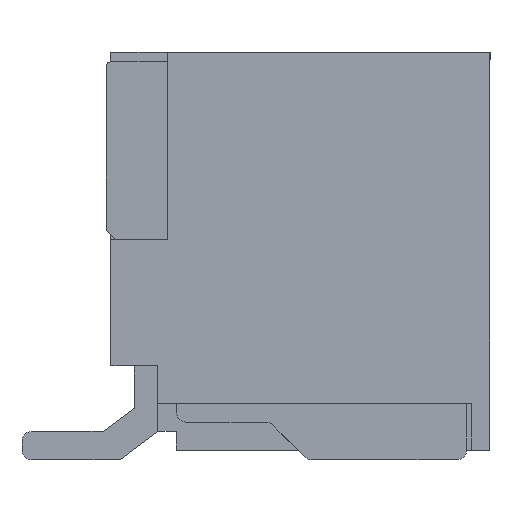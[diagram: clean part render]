
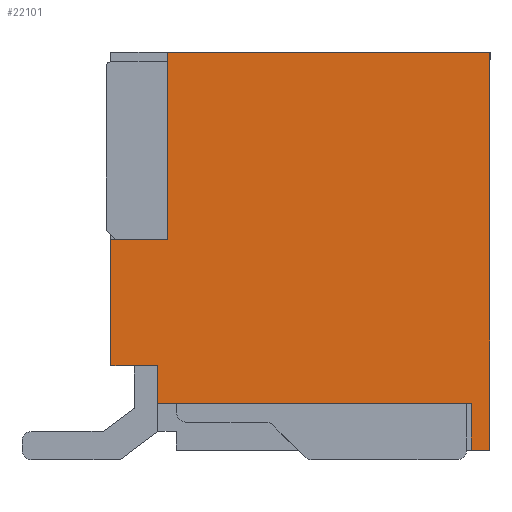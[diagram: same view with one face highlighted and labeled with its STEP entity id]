
A CAD part, left-side view. The second image highlights one B-rep face of the part: STEP entity #22101.
In plain terms, the highlighted planar face has unit normal (-1, 0, 0).
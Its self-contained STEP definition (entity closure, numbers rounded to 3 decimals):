
#17 = ORIENTED_EDGE ( 'NONE', *, *, #15796, .T. ) ;
#517 = CARTESIAN_POINT ( 'NONE',  ( -4.125, -3.85, -1.625 ) ) ;
#880 = DIRECTION ( 'NONE',  ( 0., -1., 0. ) ) ;
#1366 = VECTOR ( 'NONE', #2982, 1000. ) ;
#1510 = CARTESIAN_POINT ( 'NONE',  ( -4.125, -0.5, -1.225 ) ) ;
#1529 = AXIS2_PLACEMENT_3D ( 'NONE', #22060, #12645, #23940 ) ;
#2065 = VERTEX_POINT ( 'NONE', #7743 ) ;
#2635 = LINE ( 'NONE', #19229, #19776 ) ;
#2982 = DIRECTION ( 'NONE',  ( 0., 0., -1. ) ) ;
#3054 = VERTEX_POINT ( 'NONE', #19338 ) ;
#3152 = DIRECTION ( 'NONE',  ( 0., -1., 0. ) ) ;
#3378 = LINE ( 'NONE', #9095, #5696 ) ;
#3808 = ORIENTED_EDGE ( 'NONE', *, *, #17172, .T. ) ;
#4094 = DIRECTION ( 'NONE',  ( 0., 0., -1. ) ) ;
#4459 = VECTOR ( 'NONE', #12079, 1000. ) ;
#4818 = CARTESIAN_POINT ( 'NONE',  ( -4.125, -3.85, -2.125 ) ) ;
#5696 = VECTOR ( 'NONE', #16503, 1000. ) ;
#6756 = LINE ( 'NONE', #12556, #9659 ) ;
#7178 = VECTOR ( 'NONE', #14720, 1000. ) ;
#7633 = EDGE_CURVE ( 'NONE', #21746, #24186, #16607, .T. ) ;
#7714 = ORIENTED_EDGE ( 'NONE', *, *, #18841, .T. ) ;
#7743 = CARTESIAN_POINT ( 'NONE',  ( -4.125, -4.05, -2.125 ) ) ;
#7775 = ORIENTED_EDGE ( 'NONE', *, *, #19734, .F. ) ;
#7836 = LINE ( 'NONE', #517, #11991 ) ;
#8243 = CARTESIAN_POINT ( 'NONE',  ( -4.125, -0.6, 2.125 ) ) ;
#8481 = VERTEX_POINT ( 'NONE', #1510 ) ;
#8513 = ORIENTED_EDGE ( 'NONE', *, *, #10587, .F. ) ;
#8738 = LINE ( 'NONE', #16272, #15762 ) ;
#9069 = CARTESIAN_POINT ( 'NONE',  ( -4.125, -0.6, 2.125 ) ) ;
#9095 = CARTESIAN_POINT ( 'NONE',  ( -4.125, -4.05, -2.125 ) ) ;
#9187 = EDGE_CURVE ( 'NONE', #11845, #24186, #16054, .T. ) ;
#9327 = DIRECTION ( 'NONE',  ( 0., 0., 1. ) ) ;
#9406 = EDGE_CURVE ( 'NONE', #13118, #8481, #6756, .T. ) ;
#9659 = VECTOR ( 'NONE', #3152, 1000. ) ;
#10023 = EDGE_CURVE ( 'NONE', #16940, #21746, #17836, .T. ) ;
#10486 = ORIENTED_EDGE ( 'NONE', *, *, #10023, .F. ) ;
#10587 = EDGE_CURVE ( 'NONE', #11845, #2065, #3378, .T. ) ;
#10680 = ORIENTED_EDGE ( 'NONE', *, *, #24392, .T. ) ;
#10768 = ORIENTED_EDGE ( 'NONE', *, *, #9187, .T. ) ;
#11275 = LINE ( 'NONE', #18681, #7178 ) ;
#11845 = VERTEX_POINT ( 'NONE', #13563 ) ;
#11849 = CARTESIAN_POINT ( 'NONE',  ( -4.125, -4.05, 2.125 ) ) ;
#11991 = VECTOR ( 'NONE', #4094, 1000. ) ;
#12079 = DIRECTION ( 'NONE',  ( 0., 1., 0. ) ) ;
#12384 = CARTESIAN_POINT ( 'NONE',  ( -4.125, 0., 0.125 ) ) ;
#12385 = LINE ( 'NONE', #19954, #1366 ) ;
#12556 = CARTESIAN_POINT ( 'NONE',  ( -4.125, 0., -1.225 ) ) ;
#12645 = DIRECTION ( 'NONE',  ( 1., 0., 0. ) ) ;
#12662 = CARTESIAN_POINT ( 'NONE',  ( -4.125, 0., 0.125 ) ) ;
#12773 = PLANE ( 'NONE',  #1529 ) ;
#13118 = VERTEX_POINT ( 'NONE', #19575 ) ;
#13563 = CARTESIAN_POINT ( 'NONE',  ( -4.125, -4.05, 2.125 ) ) ;
#14720 = DIRECTION ( 'NONE',  ( 0., -1., 0. ) ) ;
#15245 = EDGE_LOOP ( 'NONE', ( #10768, #17683, #10486, #3808, #17783, #7714, #10680, #17, #7775, #8513 ) ) ;
#15496 = CARTESIAN_POINT ( 'NONE',  ( -4.125, -3.85, -1.625 ) ) ;
#15762 = VECTOR ( 'NONE', #16864, 1000. ) ;
#15796 = EDGE_CURVE ( 'NONE', #20739, #23782, #7836, .T. ) ;
#16054 = LINE ( 'NONE', #11849, #4459 ) ;
#16272 = CARTESIAN_POINT ( 'NONE',  ( -4.125, -0.5, -2.125 ) ) ;
#16483 = FACE_OUTER_BOUND ( 'NONE', #15245, .T. ) ;
#16503 = DIRECTION ( 'NONE',  ( 0., 0., -1. ) ) ;
#16607 = LINE ( 'NONE', #9069, #20149 ) ;
#16864 = DIRECTION ( 'NONE',  ( 0., 0., -1. ) ) ;
#16940 = VERTEX_POINT ( 'NONE', #12662 ) ;
#17172 = EDGE_CURVE ( 'NONE', #16940, #13118, #12385, .T. ) ;
#17491 = DIRECTION ( 'NONE',  ( 0., 1., 0. ) ) ;
#17683 = ORIENTED_EDGE ( 'NONE', *, *, #7633, .F. ) ;
#17783 = ORIENTED_EDGE ( 'NONE', *, *, #9406, .T. ) ;
#17836 = LINE ( 'NONE', #12384, #19512 ) ;
#18681 = CARTESIAN_POINT ( 'NONE',  ( -4.125, 0., -1.625 ) ) ;
#18841 = EDGE_CURVE ( 'NONE', #8481, #3054, #8738, .T. ) ;
#19181 = CARTESIAN_POINT ( 'NONE',  ( -4.125, -0.6, 0.125 ) ) ;
#19229 = CARTESIAN_POINT ( 'NONE',  ( -4.125, -4.05, -2.125 ) ) ;
#19338 = CARTESIAN_POINT ( 'NONE',  ( -4.125, -0.5, -1.625 ) ) ;
#19512 = VECTOR ( 'NONE', #880, 1000. ) ;
#19575 = CARTESIAN_POINT ( 'NONE',  ( -4.125, 0., -1.225 ) ) ;
#19734 = EDGE_CURVE ( 'NONE', #2065, #23782, #2635, .T. ) ;
#19776 = VECTOR ( 'NONE', #17491, 1000. ) ;
#19954 = CARTESIAN_POINT ( 'NONE',  ( -4.125, 0., -2.125 ) ) ;
#20149 = VECTOR ( 'NONE', #9327, 1000. ) ;
#20739 = VERTEX_POINT ( 'NONE', #15496 ) ;
#21746 = VERTEX_POINT ( 'NONE', #19181 ) ;
#22060 = CARTESIAN_POINT ( 'NONE',  ( -4.125, -4.05, -2.125 ) ) ;
#22101 = ADVANCED_FACE ( 'NONE', ( #16483 ), #12773, .F. ) ;
#23782 = VERTEX_POINT ( 'NONE', #4818 ) ;
#23940 = DIRECTION ( 'NONE',  ( 0., 1., 0. ) ) ;
#24186 = VERTEX_POINT ( 'NONE', #8243 ) ;
#24392 = EDGE_CURVE ( 'NONE', #3054, #20739, #11275, .T. ) ;
